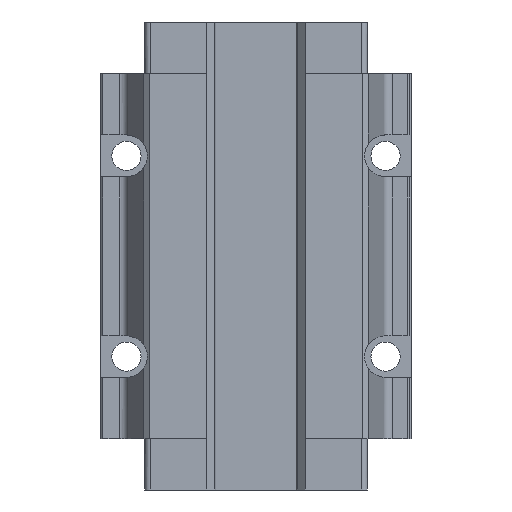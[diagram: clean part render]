
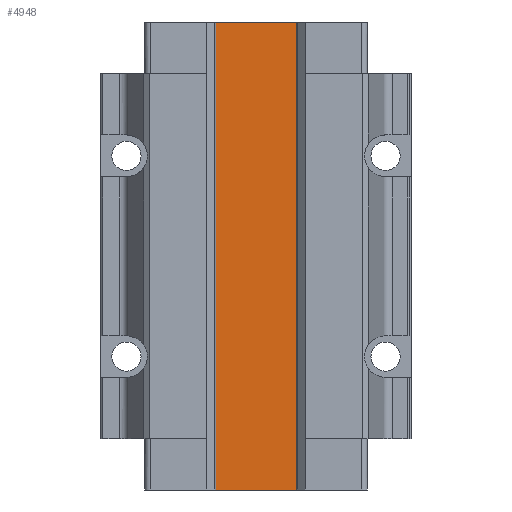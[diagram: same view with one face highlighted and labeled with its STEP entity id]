
A CAD part, front view. The second image highlights one B-rep face of the part: STEP entity #4948.
In plain terms, the highlighted planar face has unit normal (0, -1, 0).
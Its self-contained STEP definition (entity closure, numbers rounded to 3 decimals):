
#4548 = VERTEX_POINT ( 'NONE', #12178 ) ;
#4549 = EDGE_CURVE ( 'NONE', #4548, #4567, #12177, .T. ) ;
#4567 = VERTEX_POINT ( 'NONE', #12166 ) ;
#4610 = VERTEX_POINT ( 'NONE', #12234 ) ;
#4640 = EDGE_CURVE ( 'NONE', #4567, #4610, #12336, .T. ) ;
#4666 = VERTEX_POINT ( 'NONE', #12319 ) ;
#4677 = EDGE_CURVE ( 'NONE', #4610, #4666, #12364, .T. ) ;
#4722 = ORIENTED_EDGE ( 'NONE', *, *, #4640, .T. ) ;
#4723 = ORIENTED_EDGE ( 'NONE', *, *, #4549, .T. ) ;
#4724 = EDGE_LOOP ( 'NONE', ( #4725, #4726, #4723, #4722 ) ) ;
#4725 = ORIENTED_EDGE ( 'NONE', *, *, #4677, .T. ) ;
#4726 = ORIENTED_EDGE ( 'NONE', *, *, #4785, .T. ) ;
#4785 = EDGE_CURVE ( 'NONE', #4666, #4548, #12552, .T. ) ;
#4948 = ADVANCED_FACE ( 'NONE', ( #12893 ), #12892, .T. ) ;
#12166 = CARTESIAN_POINT ( 'NONE',  ( -23., 0., 128.1 ) ) ;
#12174 = DIRECTION ( 'NONE',  ( -1., 0., 0. ) ) ;
#12175 = VECTOR ( 'NONE', #12174, 1000. ) ;
#12176 = CARTESIAN_POINT ( 'NONE',  ( -23., 0., 128.1 ) ) ;
#12177 = LINE ( 'NONE', #12176, #12175 ) ;
#12178 = CARTESIAN_POINT ( 'NONE',  ( 23., 0., 128.1 ) ) ;
#12234 = CARTESIAN_POINT ( 'NONE',  ( -23., 0., -128.1 ) ) ;
#12319 = CARTESIAN_POINT ( 'NONE',  ( 23., 0., -128.1 ) ) ;
#12333 = DIRECTION ( 'NONE',  ( 0., 0., -1. ) ) ;
#12334 = VECTOR ( 'NONE', #12333, 1000. ) ;
#12335 = CARTESIAN_POINT ( 'NONE',  ( -23., 0., -100.1 ) ) ;
#12336 = LINE ( 'NONE', #12335, #12334 ) ;
#12361 = DIRECTION ( 'NONE',  ( 1., 0., 0. ) ) ;
#12362 = VECTOR ( 'NONE', #12361, 1000. ) ;
#12363 = CARTESIAN_POINT ( 'NONE',  ( -23., 0., -128.1 ) ) ;
#12364 = LINE ( 'NONE', #12363, #12362 ) ;
#12552 = LINE ( 'NONE', #12581, #12580 ) ;
#12579 = DIRECTION ( 'NONE',  ( 0., 0., 1. ) ) ;
#12580 = VECTOR ( 'NONE', #12579, 1000. ) ;
#12581 = CARTESIAN_POINT ( 'NONE',  ( 23., 0., -100.1 ) ) ;
#12888 = DIRECTION ( 'NONE',  ( 0., 0., -1. ) ) ;
#12889 = DIRECTION ( 'NONE',  ( 0., -1., 0. ) ) ;
#12890 = CARTESIAN_POINT ( 'NONE',  ( -23., 0., -100.1 ) ) ;
#12891 = AXIS2_PLACEMENT_3D ( 'NONE', #12890, #12889, #12888 ) ;
#12892 = PLANE ( 'NONE',  #12891 ) ;
#12893 = FACE_OUTER_BOUND ( 'NONE', #4724, .T. ) ;
